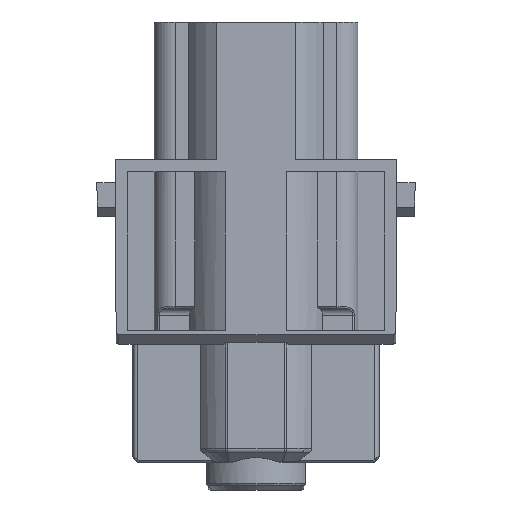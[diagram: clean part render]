
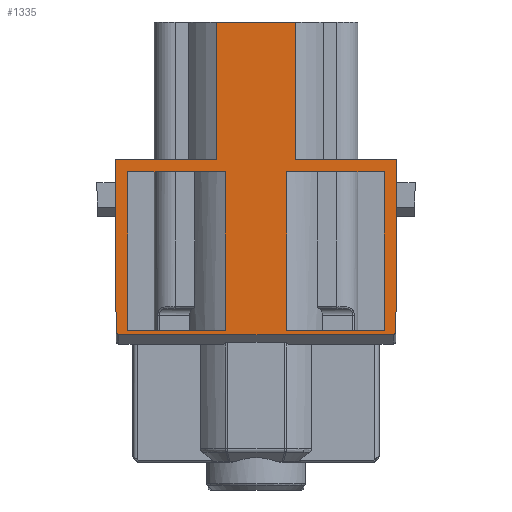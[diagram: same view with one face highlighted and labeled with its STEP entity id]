
A CAD part, front view. The second image highlights one B-rep face of the part: STEP entity #1335.
In plain terms, the highlighted planar face has unit normal (0, -1, 0).
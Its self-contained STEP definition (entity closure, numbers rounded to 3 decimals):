
#58=FACE_BOUND('',#2047,.T.);
#59=FACE_BOUND('',#2048,.T.);
#60=FACE_BOUND('',#2049,.T.);
#227=PLANE('',#6200);
#364=LINE('',#8627,#806);
#365=LINE('',#8631,#807);
#380=LINE('',#8676,#822);
#404=LINE('',#8778,#846);
#475=LINE('',#9371,#917);
#476=LINE('',#9374,#918);
#477=LINE('',#9376,#919);
#478=LINE('',#9378,#920);
#479=LINE('',#9379,#921);
#480=LINE('',#9381,#922);
#481=LINE('',#9383,#923);
#482=LINE('',#9387,#924);
#483=LINE('',#9390,#925);
#484=LINE('',#9393,#926);
#485=LINE('',#9395,#927);
#486=LINE('',#9397,#928);
#806=VECTOR('',#6751,1.);
#807=VECTOR('',#6756,1.);
#822=VECTOR('',#6799,1.);
#846=VECTOR('',#6857,1.);
#917=VECTOR('',#7128,1.);
#918=VECTOR('',#7129,1.);
#919=VECTOR('',#7130,1.);
#920=VECTOR('',#7131,1.);
#921=VECTOR('',#7132,1.);
#922=VECTOR('',#7133,1.);
#923=VECTOR('',#7134,1.);
#924=VECTOR('',#7137,1.);
#925=VECTOR('',#7140,1.);
#926=VECTOR('',#7141,1.);
#927=VECTOR('',#7142,1.);
#928=VECTOR('',#7143,1.);
#1335=ADVANCED_FACE('',(#58,#59,#60),#227,.F.);
#2047=EDGE_LOOP('',(#3021,#3022,#3023,#3024));
#2048=EDGE_LOOP('',(#3025,#3026,#3027,#3028,#3029,#3030,#3031,#3032,#3033,
#3034));
#2049=EDGE_LOOP('',(#3035,#3036,#3037,#3038));
#2462=ELLIPSE('',#6198,0.424,0.3);
#2463=ELLIPSE('',#6199,0.424,0.3);
#3021=ORIENTED_EDGE('',*,*,#5199,.T.);
#3022=ORIENTED_EDGE('',*,*,#5200,.F.);
#3023=ORIENTED_EDGE('',*,*,#5201,.F.);
#3024=ORIENTED_EDGE('',*,*,#5202,.F.);
#3025=ORIENTED_EDGE('',*,*,#5000,.F.);
#3026=ORIENTED_EDGE('',*,*,#5203,.T.);
#3027=ORIENTED_EDGE('',*,*,#5204,.T.);
#3028=ORIENTED_EDGE('',*,*,#5205,.T.);
#3029=ORIENTED_EDGE('',*,*,#5206,.T.);
#3030=ORIENTED_EDGE('',*,*,#5207,.F.);
#3031=ORIENTED_EDGE('',*,*,#5208,.F.);
#3032=ORIENTED_EDGE('',*,*,#5039,.F.);
#3033=ORIENTED_EDGE('',*,*,#4976,.F.);
#3034=ORIENTED_EDGE('',*,*,#4978,.T.);
#3035=ORIENTED_EDGE('',*,*,#5209,.T.);
#3036=ORIENTED_EDGE('',*,*,#5210,.T.);
#3037=ORIENTED_EDGE('',*,*,#5211,.T.);
#3038=ORIENTED_EDGE('',*,*,#5212,.T.);
#4375=VERTEX_POINT('',#8616);
#4380=VERTEX_POINT('',#8626);
#4381=VERTEX_POINT('',#8630);
#4397=VERTEX_POINT('',#8675);
#4429=VERTEX_POINT('',#8779);
#4541=VERTEX_POINT('',#9372);
#4542=VERTEX_POINT('',#9373);
#4543=VERTEX_POINT('',#9375);
#4544=VERTEX_POINT('',#9377);
#4545=VERTEX_POINT('',#9380);
#4546=VERTEX_POINT('',#9382);
#4547=VERTEX_POINT('',#9384);
#4548=VERTEX_POINT('',#9386);
#4549=VERTEX_POINT('',#9388);
#4550=VERTEX_POINT('',#9391);
#4551=VERTEX_POINT('',#9392);
#4552=VERTEX_POINT('',#9394);
#4553=VERTEX_POINT('',#9396);
#4976=EDGE_CURVE('',#4380,#4375,#364,.T.);
#4978=EDGE_CURVE('',#4380,#4381,#365,.T.);
#5000=EDGE_CURVE('',#4397,#4381,#380,.T.);
#5039=EDGE_CURVE('',#4375,#4429,#404,.T.);
#5199=EDGE_CURVE('',#4541,#4542,#475,.T.);
#5200=EDGE_CURVE('',#4543,#4542,#476,.T.);
#5201=EDGE_CURVE('',#4544,#4543,#477,.T.);
#5202=EDGE_CURVE('',#4541,#4544,#478,.T.);
#5203=EDGE_CURVE('',#4397,#4545,#479,.T.);
#5204=EDGE_CURVE('',#4545,#4546,#480,.T.);
#5205=EDGE_CURVE('',#4546,#4547,#481,.T.);
#5206=EDGE_CURVE('',#4547,#4548,#2462,.T.);
#5207=EDGE_CURVE('',#4549,#4548,#482,.T.);
#5208=EDGE_CURVE('',#4429,#4549,#2463,.T.);
#5209=EDGE_CURVE('',#4550,#4551,#483,.T.);
#5210=EDGE_CURVE('',#4551,#4552,#484,.T.);
#5211=EDGE_CURVE('',#4552,#4553,#485,.T.);
#5212=EDGE_CURVE('',#4553,#4550,#486,.T.);
#6198=AXIS2_PLACEMENT_3D('',#9385,#7135,#7136);
#6199=AXIS2_PLACEMENT_3D('',#9389,#7138,#7139);
#6200=AXIS2_PLACEMENT_3D('',#9398,#7144,#7145);
#6751=DIRECTION('',(1.,0.,0.));
#6756=DIRECTION('',(0.,0.,1.));
#6799=DIRECTION('',(1.,0.,0.));
#6857=DIRECTION('',(-0.005,0.,-1.));
#7128=DIRECTION('',(0.,0.,1.));
#7129=DIRECTION('',(-1.,0.,0.));
#7130=DIRECTION('',(0.,0.,1.));
#7131=DIRECTION('',(1.,0.,0.));
#7132=DIRECTION('',(0.,0.,-1.));
#7133=DIRECTION('',(-1.,0.,0.));
#7134=DIRECTION('',(0.005,0.,-1.));
#7135=DIRECTION('',(0.,-1.,0.));
#7136=DIRECTION('',(-0.005,0.,1.));
#7137=DIRECTION('',(-1.,0.,0.));
#7138=DIRECTION('',(0.,1.,0.));
#7139=DIRECTION('',(0.005,0.,1.));
#7140=DIRECTION('',(0.,0.,-1.));
#7141=DIRECTION('',(-1.,0.,0.));
#7142=DIRECTION('',(0.,0.,1.));
#7143=DIRECTION('',(1.,0.,0.));
#7144=DIRECTION('',(0.,1.,0.));
#7145=DIRECTION('',(-1.,0.,0.));
#8616=CARTESIAN_POINT('',(15.1,-7.3,-10.05));
#8626=CARTESIAN_POINT('',(4.256,-7.3,-10.05));
#8627=CARTESIAN_POINT('',(-15.1,-7.3,-10.05));
#8630=CARTESIAN_POINT('',(4.256,-7.3,4.7));
#8631=CARTESIAN_POINT('',(4.256,-7.3,-10.05));
#8675=CARTESIAN_POINT('',(-4.256,-7.3,4.7));
#8676=CARTESIAN_POINT('',(0.,-7.3,4.7));
#8778=CARTESIAN_POINT('',(15.1,-7.3,-10.05));
#8779=CARTESIAN_POINT('',(15.007,-7.3,-28.427));
#9371=CARTESIAN_POINT('',(3.273,-7.3,-28.4));
#9372=CARTESIAN_POINT('',(3.273,-7.3,-28.4));
#9373=CARTESIAN_POINT('',(3.273,-7.3,-11.35));
#9374=CARTESIAN_POINT('',(15.,-7.3,-11.35));
#9375=CARTESIAN_POINT('',(13.75,-7.3,-11.35));
#9376=CARTESIAN_POINT('',(13.75,-7.3,-22.35));
#9377=CARTESIAN_POINT('',(13.75,-7.3,-28.4));
#9378=CARTESIAN_POINT('',(15.,-7.3,-28.4));
#9379=CARTESIAN_POINT('',(-4.256,-7.3,4.7));
#9380=CARTESIAN_POINT('',(-4.256,-7.3,-10.05));
#9381=CARTESIAN_POINT('',(15.1,-7.3,-10.05));
#9382=CARTESIAN_POINT('',(-15.1,-7.3,-10.05));
#9383=CARTESIAN_POINT('',(-15.1,-7.3,-10.05));
#9384=CARTESIAN_POINT('',(-15.007,-7.3,-28.427));
#9385=CARTESIAN_POINT('',(-14.707,-7.3,-28.426));
#9386=CARTESIAN_POINT('',(-14.706,-7.3,-28.85));
#9387=CARTESIAN_POINT('',(0.,-7.3,-28.85));
#9388=CARTESIAN_POINT('',(14.706,-7.3,-28.85));
#9389=CARTESIAN_POINT('',(14.707,-7.3,-28.426));
#9390=CARTESIAN_POINT('',(-3.273,-7.3,-11.35));
#9391=CARTESIAN_POINT('',(-3.273,-7.3,-11.35));
#9392=CARTESIAN_POINT('',(-3.273,-7.3,-28.4));
#9393=CARTESIAN_POINT('',(-15.,-7.3,-28.4));
#9394=CARTESIAN_POINT('',(-13.75,-7.3,-28.4));
#9395=CARTESIAN_POINT('',(-13.75,-7.3,-22.35));
#9396=CARTESIAN_POINT('',(-13.75,-7.3,-11.35));
#9397=CARTESIAN_POINT('',(-15.,-7.3,-11.35));
#9398=CARTESIAN_POINT('',(0.,-7.3,2.65));
